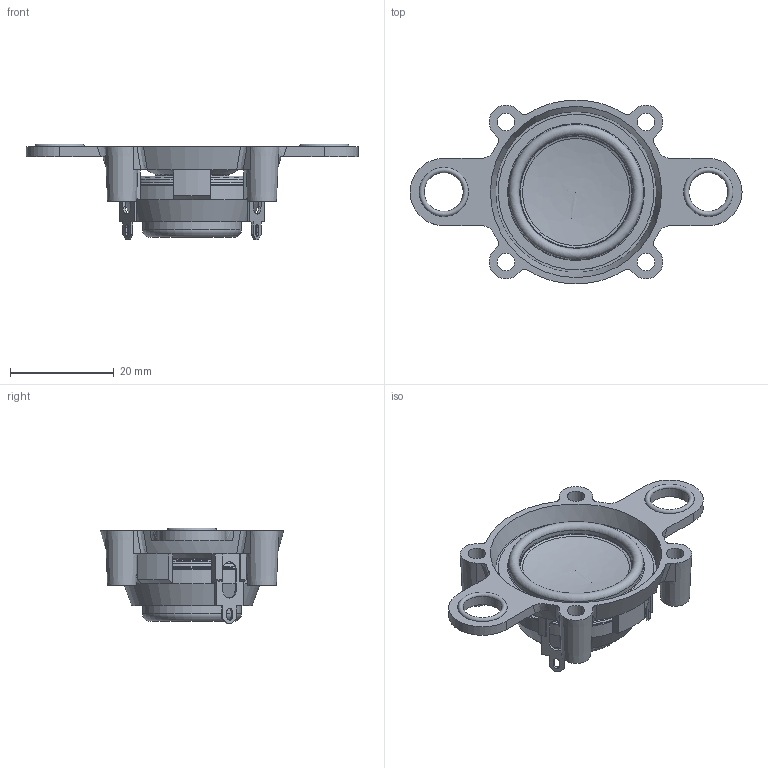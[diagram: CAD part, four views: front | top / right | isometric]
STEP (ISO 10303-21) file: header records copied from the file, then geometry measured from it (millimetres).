
FILE_DESCRIPTION(/* description */ (''),/* implementation_level */ '2;1');
FILE_NAME(/* name */ 'PR2033 Ground up speaker.stp',/* time_stamp */ '2016-03-13T16:07:59-04:00',/* author */ ('pencerw'),/* organization */ (''),/* preprocessor_version */ 'ST-DEVELOPER v16.1',/* originating_system */ 'Autodesk Inventor 2016',/* authorisation */ '');
FILE_SCHEMA (('AUTOMOTIVE_DESIGN { 1 0 10303 214 3 1 1 }'));
Length unit declared in the file: millimetre
Products named in the file (11): PR2029 Redesigned speaker basket; YP; UT; CT; HS; FC; YQ; TB; PRT0003; PR2033 Speaker terminal; PR2033 Ground up speaker
Assembly tree (11 placements, depth 2):
  PR2033 Ground up speaker
    PR2029 Redesigned speaker basket
    YP
    UT
    CT
    HS
    FC
    YQ
    TB
    PRT0003
    PR2033 Speaker terminal  x2
Bounding box: 64 x 35.39 x 18.5 mm (x, y, z)
Volume: 6290 mm3; surface area: 12262.1 mm2
Topology: 11 solids, 11 shells, 239 faces, 627 edges, 402 vertices
Faces by surface type: plane 104, cylinder 61, cone 33, torus 23, bspline 18
Full cylindrical faces by diameter (mm): 3.4 x4, 7.5 x2, 10 x1, 12.5 x1, 12.95 x1, 13.05 x1, 13.35 x2, 13.44 x1, 13.69 x1, 14.04 x1, 15.5 x1, 18 x1, 19.1 x1, 19.2 x1, 21.9 x1, 22.5 x1, 25 x1, 25.4 x1, 26 x1, 27.5 x1, 28 x1, 30 x1
Entity records: 6998 total; most frequent: CARTESIAN_POINT 1871, DIRECTION 1044, ORIENTED_EDGE 930, EDGE_CURVE 465, AXIS2_PLACEMENT_3D 432, VERTEX_POINT 333, EDGE_LOOP 322, FACE_OUTER_BOUND 217
